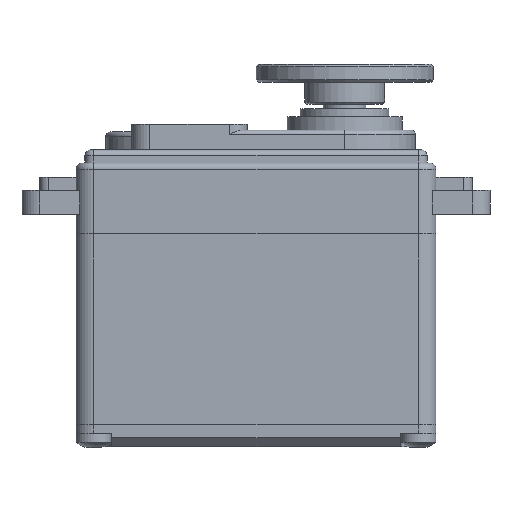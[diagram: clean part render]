
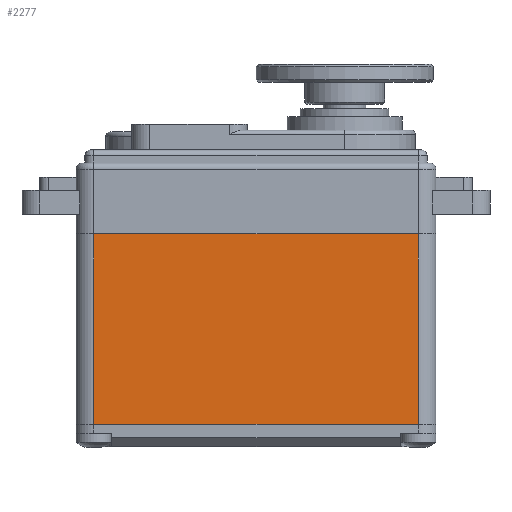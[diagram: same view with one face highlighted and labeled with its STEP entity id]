
A CAD part, left-side view. The second image highlights one B-rep face of the part: STEP entity #2277.
In plain terms, the highlighted face is planar.
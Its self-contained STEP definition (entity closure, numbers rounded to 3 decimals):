
#2115 = VERTEX_POINT('',#2116);
#2116 = CARTESIAN_POINT('',(-10.,28.3,0.));
#2123 = EDGE_CURVE('',#2124,#2115,#2126,.T.);
#2124 = VERTEX_POINT('',#2125);
#2125 = CARTESIAN_POINT('',(-10.,-8.3,0.));
#2126 = LINE('',#2127,#2128);
#2127 = CARTESIAN_POINT('',(-10.,-10.3,0.));
#2128 = VECTOR('',#2129,1.);
#2129 = DIRECTION('',(0.,1.,0.));
#2181 = EDGE_CURVE('',#2115,#2182,#2184,.T.);
#2182 = VERTEX_POINT('',#2183);
#2183 = CARTESIAN_POINT('',(-10.,28.3,-21.5));
#2184 = LINE('',#2185,#2186);
#2185 = CARTESIAN_POINT('',(-10.,28.3,0.));
#2186 = VECTOR('',#2187,1.);
#2187 = DIRECTION('',(-0.,-0.,-1.));
#2232 = EDGE_CURVE('',#2233,#2182,#2235,.T.);
#2233 = VERTEX_POINT('',#2234);
#2234 = CARTESIAN_POINT('',(-10.,-8.3,-21.5));
#2235 = LINE('',#2236,#2237);
#2236 = CARTESIAN_POINT('',(-10.,-10.3,-21.5));
#2237 = VECTOR('',#2238,1.);
#2238 = DIRECTION('',(0.,1.,0.));
#2277 = ADVANCED_FACE('',(#2278),#2289,.T.);
#2278 = FACE_BOUND('',#2279,.T.);
#2279 = EDGE_LOOP('',(#2280,#2281,#2287,#2288));
#2280 = ORIENTED_EDGE('',*,*,#2123,.F.);
#2281 = ORIENTED_EDGE('',*,*,#2282,.T.);
#2282 = EDGE_CURVE('',#2124,#2233,#2283,.T.);
#2283 = LINE('',#2284,#2285);
#2284 = CARTESIAN_POINT('',(-10.,-8.3,0.));
#2285 = VECTOR('',#2286,1.);
#2286 = DIRECTION('',(-0.,-0.,-1.));
#2287 = ORIENTED_EDGE('',*,*,#2232,.T.);
#2288 = ORIENTED_EDGE('',*,*,#2181,.F.);
#2289 = PLANE('',#2290);
#2290 = AXIS2_PLACEMENT_3D('',#2291,#2292,#2293);
#2291 = CARTESIAN_POINT('',(-10.,-10.3,0.));
#2292 = DIRECTION('',(1.,0.,0.));
#2293 = DIRECTION('',(0.,1.,0.));
